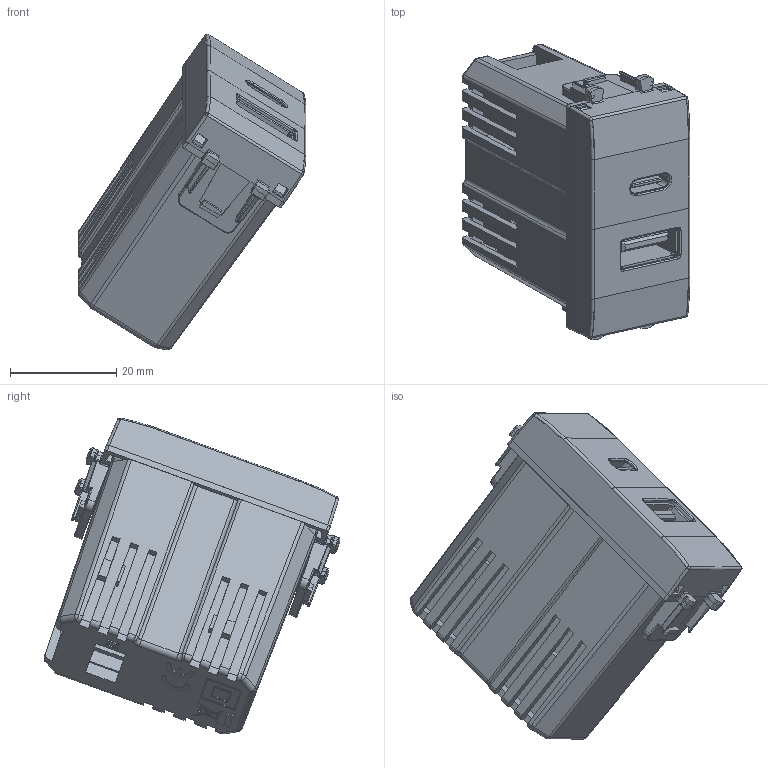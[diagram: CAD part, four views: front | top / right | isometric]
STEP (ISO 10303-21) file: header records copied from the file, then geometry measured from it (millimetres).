
FILE_DESCRIPTION(('CATIA V5 STEP Exchange'),'2;1');
FILE_NAME('441082USBAC.stp','2024-02-28T07:16:12+00:00',('none'),('none'),'CATIA Version 5-6 Release 2016 SP6','CATIA V5 STEP AP203','none');
FILE_SCHEMA(('CONFIG_CONTROL_DESIGN'));
Products named in the file (1): 44X082USBAC
Assembly tree (3 placements, depth 2):
  44X082USBAC
    #57
    #12673
    #43887
Bounding box: 42.94 x 55.82 x 59.6 mm (x, y, z)
Volume: 16800 mm3; surface area: 24645.3 mm2
Topology: 8 solids, 411 shells, 1054 faces, 3848 edges, 3200 vertices
Faces by surface type: plane 669, cylinder 214, revolution 95, bspline 68, sphere 8
Entity records: 52082 total; most frequent: CARTESIAN_POINT 21247, ORIENTED_EDGE 5616, DIRECTION 4980, EDGE_CURVE 3821, VERTEX_POINT 3200, VECTOR 2659, LINE 2659, AXIS2_PLACEMENT_3D 1336
